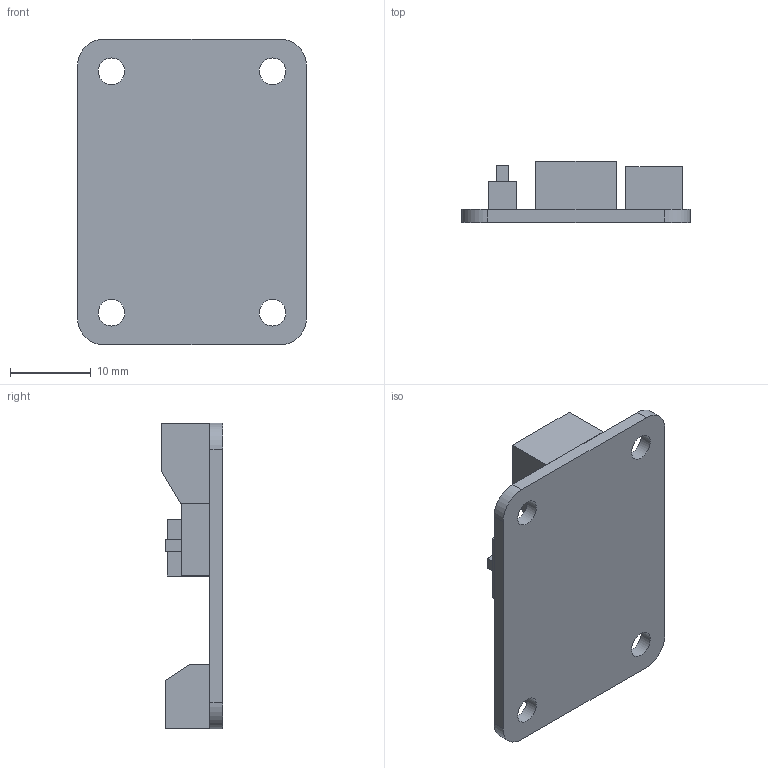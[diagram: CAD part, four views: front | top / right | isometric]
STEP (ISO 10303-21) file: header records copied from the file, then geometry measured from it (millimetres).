
FILE_DESCRIPTION(/* description */ (''),/* implementation_level */ '2;1');
FILE_NAME(/* name */ 'DFRobot_Turbidity-Sensor.step',/* time_stamp */ '2021-08-26T13:45:19-07:00',/* author */ (''),/* organization */ (''),/* preprocessor_version */ 'ST-DEVELOPER v18.1',/* originating_system */ 'Autodesk Translation Framework v10.10.0.1391',/* authorisation */ '');
FILE_SCHEMA (('AUTOMOTIVE_DESIGN { 1 0 10303 214 3 1 1 }'));
Length unit declared in the file: millimetre
Products named in the file (1): DFRobot_Turbidity-SensorV1.0_v1
Bounding box: 28.4 x 7.6 x 38 mm (x, y, z)
Volume: 3026.9 mm3; surface area: 3524 mm2
Topology: 5 solids, 5 shells, 45 faces, 102 edges, 68 vertices
Faces by surface type: plane 37, cylinder 8
Full cylindrical faces by diameter (mm): 3.3 x4
Entity records: 1349 total; most frequent: CARTESIAN_POINT 216, DIRECTION 210, ORIENTED_EDGE 204, EDGE_CURVE 102, LINE 86, VECTOR 86, VERTEX_POINT 68, AXIS2_PLACEMENT_3D 62
